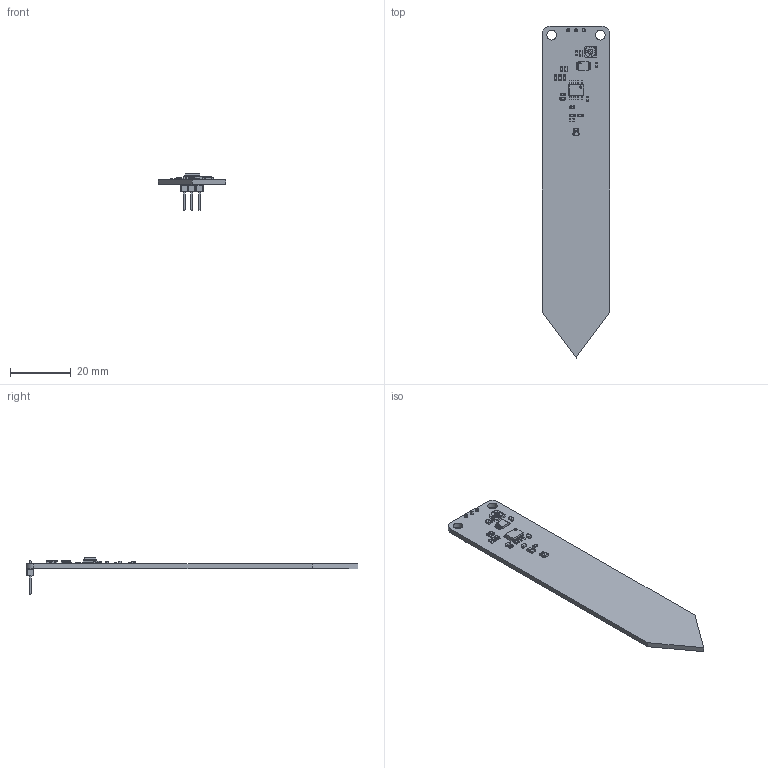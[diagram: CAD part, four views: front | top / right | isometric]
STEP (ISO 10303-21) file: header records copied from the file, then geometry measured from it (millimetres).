
FILE_DESCRIPTION(('KiCad electronic assembly'),'2;1');
FILE_NAME('Capacitive soil sensor 3D.step','2023-08-11T19:44:42',( 'Pcbnew'),('Kicad'),'Open CASCADE STEP processor 7.6', 'KiCad to STEP converter','Unknown');
FILE_SCHEMA(('AUTOMOTIVE_DESIGN { 1 0 10303 214 1 1 1 1 }'));
Length unit declared in the file: millimetre
Products named in the file (16): Capacitive soil sensor 3D 1; 0603R; SOLID; User Library-MSOP-8-4; 0603C; COMPOUND; SOIC-8; SOD323; User Library-TC-33X-2; 3x_Male_Pin_2.54_mm; _autosave-Capacitive soil sensor PCB
Assembly tree (29 placements, depth 3):
  Capacitive soil sensor 3D 1
    0603R  x10
      SOLID
    User Library-MSOP-8-4
      SOLID
    0603C  x6
      COMPOUND
    SOIC-8
      SOLID
    SOD323
      COMPOUND
    User Library-TC-33X-2
      SOLID
    3x_Male_Pin_2.54_mm
      COMPOUND
    _autosave-Capacitive soil sensor PCB
Bounding box: 22 x 109 x 11.97 mm (x, y, z)
Volume: 3649 mm3; surface area: 5330.6 mm2
Topology: 39 solids, 39 shells, 1373 faces, 3447 edges, 2032 vertices
Faces by surface type: bspline 1359, plane 7, cylinder 7
Full cylindrical faces by diameter (mm): 1 x3, 3.2 x2
Entity records: 40233 total; most frequent: CARTESIAN_POINT 16935, B_SPLINE_CURVE_WITH_KNOTS 4029, ORIENTED_EDGE 3142, PCURVE 3142, DEFINITIONAL_REPRESENTATION 3142, EDGE_CURVE 1571, SURFACE_CURVE 1566, VERTEX_POINT 996
